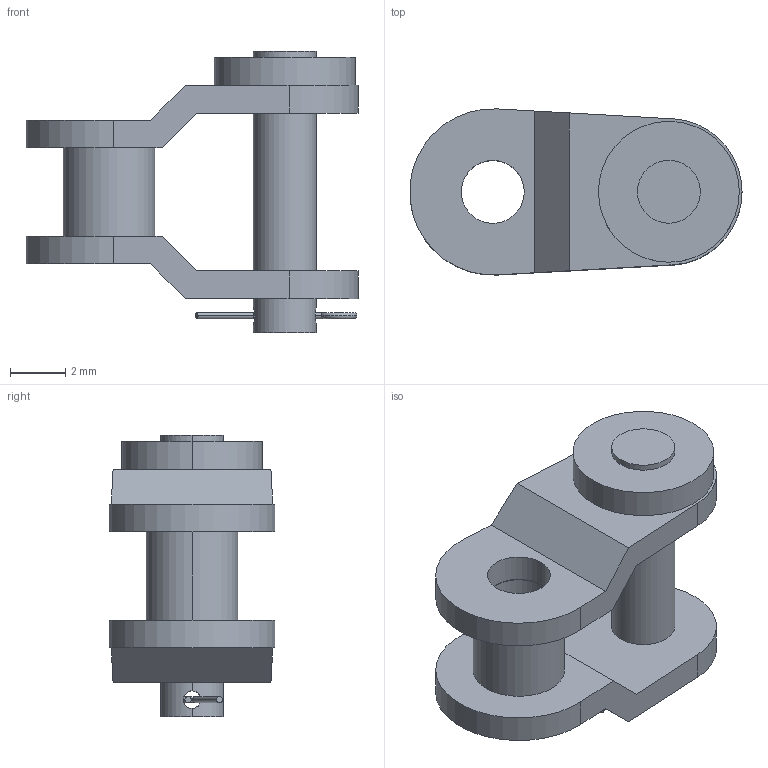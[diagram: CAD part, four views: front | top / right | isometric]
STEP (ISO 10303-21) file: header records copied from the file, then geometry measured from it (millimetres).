
FILE_DESCRIPTION (( 'STEP AP203' ), '1' );
FILE_NAME ('217-4774-STEP-20150526.STEP', '2015-05-26T19:18:21', ( '' ), ( '' ), 'SwSTEP 2.0', 'SolidWorks 2014', '' );
FILE_SCHEMA (( 'CONFIG_CONTROL_DESIGN' ));
Length unit declared in the file: inch
Products named in the file (1): 217-4774-STEP-20150526
Bounding box: 11.97 x 5.98 x 10.16 mm (x, y, z)
Volume: 182.7 mm3; surface area: 467.4 mm2
Topology: 4 solids, 4 shells, 55 faces, 130 edges, 84 vertices
Faces by surface type: cylinder 26, plane 23, bspline 6
Entity records: 2285 total; most frequent: CARTESIAN_POINT 942, DIRECTION 260, ORIENTED_EDGE 260, EDGE_CURVE 130, AXIS2_PLACEMENT_3D 98, VERTEX_POINT 84, EDGE_LOOP 66, VECTOR 64
